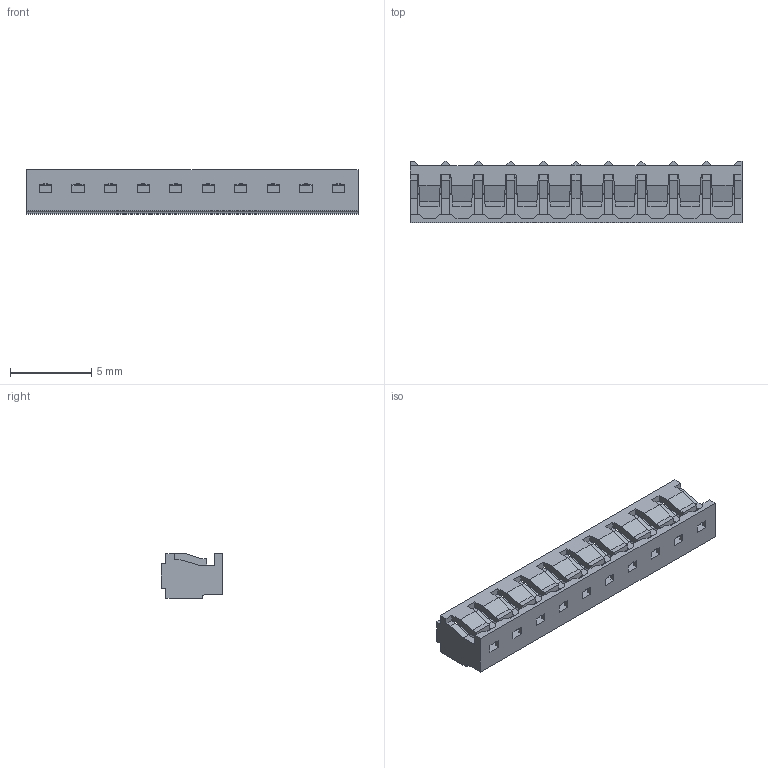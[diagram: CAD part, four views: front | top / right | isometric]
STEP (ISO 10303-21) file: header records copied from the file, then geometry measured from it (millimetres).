
FILE_DESCRIPTION((''),'2;1');
FILE_NAME('510151000','2010-04-13T',('pnb'),(''),'PRO/ENGINEER BY PARAMETRIC TECHNOLOGY CORPORATION, 2003451','PRO/ENGINEER BY PARAMETRIC TECHNOLOGY CORPORATION, 2003451','');
FILE_SCHEMA(('CONFIG_CONTROL_DESIGN'));
Length unit declared in the file: millimetre
Products named in the file (1): 510151000
Bounding box: 20.4 x 3.8 x 2.75 mm (x, y, z)
Volume: 120.3 mm3; surface area: 509 mm2
Topology: 1 solids, 1 shells, 519 faces, 1628 edges, 1088 vertices
Faces by surface type: plane 508, cylinder 11
Entity records: 17833 total; most frequent: CARTESIAN_POINT 3203, ORIENTED_EDGE 3202, DIRECTION 2712, EDGE_CURVE 1601, VECTOR 1586, LINE 1586, VERTEX_POINT 1054, EDGE_LOOP 569
